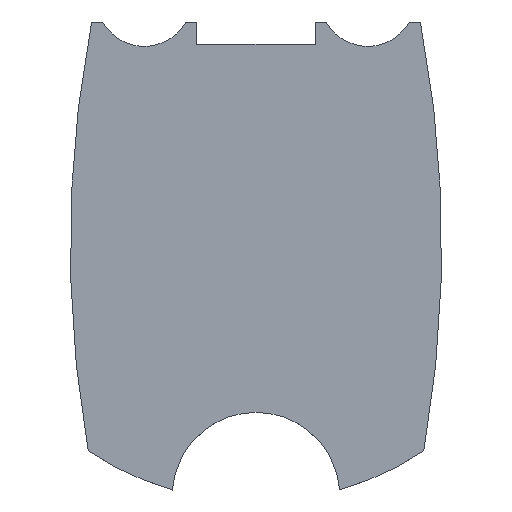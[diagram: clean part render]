
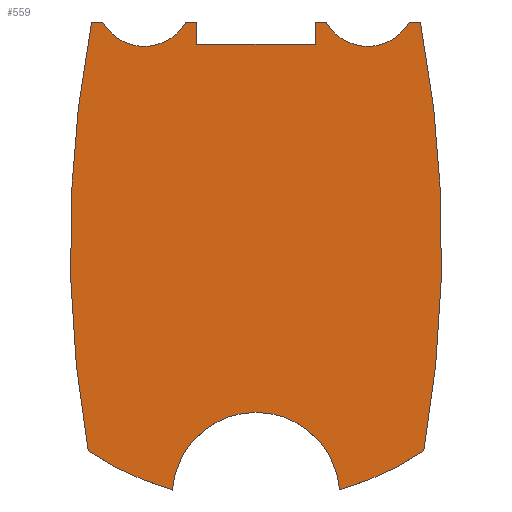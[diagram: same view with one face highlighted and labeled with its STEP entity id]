
A CAD part, top view. The second image highlights one B-rep face of the part: STEP entity #559.
In plain terms, the highlighted planar face has unit normal (0, 0, 1).
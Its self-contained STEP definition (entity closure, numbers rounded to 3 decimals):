
#84=CARTESIAN_POINT('',(-7.479,0.557,0.0));
#85=VERTEX_POINT('',#84);
#92=CARTESIAN_POINT('',(-15.019,4.062,0.0));
#93=VERTEX_POINT('',#92);
#94=CARTESIAN_POINT('',(0.,26.5,0.0));
#95=DIRECTION('',(0.0,0.0,1.0));
#96=DIRECTION('',(-0.556,-0.831,0.0));
#97=AXIS2_PLACEMENT_3D('',#94,#95,#96);
#98=CIRCLE('',#97,27.);
#99=EDGE_CURVE('',#93,#85,#98,.T.);
#124=CARTESIAN_POINT('',(7.479,0.557,0.0));
#125=VERTEX_POINT('',#124);
#132=CARTESIAN_POINT('',(0.0,0.0,0.0));
#133=DIRECTION('',(0.0,0.0,-1.));
#134=DIRECTION('',(-0.997,-0.074,0.0));
#135=AXIS2_PLACEMENT_3D('',#132,#133,#134);
#136=CIRCLE('',#135,7.5);
#137=EDGE_CURVE('',#85,#125,#136,.T.);
#157=CARTESIAN_POINT('',(15.019,4.062,0.0));
#158=VERTEX_POINT('',#157);
#165=CARTESIAN_POINT('',(0.,26.5,0.0));
#166=DIRECTION('',(0.0,0.0,1.));
#167=DIRECTION('',(0.277,-0.961,0.0));
#168=AXIS2_PLACEMENT_3D('',#165,#166,#167);
#169=CIRCLE('',#168,27.);
#170=EDGE_CURVE('',#125,#158,#169,.T.);
#190=CARTESIAN_POINT('',(14.714,42.433,0.0));
#191=VERTEX_POINT('',#190);
#198=CARTESIAN_POINT('',(-89.38,22.419,0.0));
#199=DIRECTION('',(0.0,0.0,1.0));
#200=DIRECTION('',(0.985,-0.173,0.0));
#201=AXIS2_PLACEMENT_3D('',#198,#199,#200);
#202=CIRCLE('',#201,106.);
#203=EDGE_CURVE('',#158,#191,#202,.T.);
#222=CARTESIAN_POINT('',(13.714,42.433,0.0));
#223=VERTEX_POINT('',#222);
#230=CARTESIAN_POINT('',(14.714,42.433,0.0));
#231=DIRECTION('',(-1.0,0.0,0.0));
#232=VECTOR('',#231,1.);
#233=LINE('',#230,#232);
#234=EDGE_CURVE('',#191,#223,#233,.T.);
#254=CARTESIAN_POINT('',(6.286,42.433,0.0));
#255=VERTEX_POINT('',#254);
#262=CARTESIAN_POINT('',(10.,44.5,0.0));
#263=DIRECTION('',(0.0,0.0,-1.));
#264=DIRECTION('',(0.874,0.486,0.0));
#265=AXIS2_PLACEMENT_3D('',#262,#263,#264);
#266=CIRCLE('',#265,4.25);
#267=EDGE_CURVE('',#223,#255,#266,.T.);
#286=CARTESIAN_POINT('',(5.286,42.433,0.0));
#287=VERTEX_POINT('',#286);
#294=CARTESIAN_POINT('',(6.286,42.433,0.0));
#295=DIRECTION('',(-1.0,0.0,0.0));
#296=VECTOR('',#295,1.);
#297=LINE('',#294,#296);
#298=EDGE_CURVE('',#255,#287,#297,.T.);
#317=CARTESIAN_POINT('',(5.286,40.433,0.0));
#318=VERTEX_POINT('',#317);
#325=CARTESIAN_POINT('',(5.286,42.433,0.0));
#326=DIRECTION('',(0.0,-1.0,0.0));
#327=VECTOR('',#326,2.0);
#328=LINE('',#325,#327);
#329=EDGE_CURVE('',#287,#318,#328,.T.);
#348=CARTESIAN_POINT('',(-5.286,40.433,0.0));
#349=VERTEX_POINT('',#348);
#356=CARTESIAN_POINT('',(5.286,40.433,0.0));
#357=DIRECTION('',(-1.0,0.0,0.0));
#358=VECTOR('',#357,10.573);
#359=LINE('',#356,#358);
#360=EDGE_CURVE('',#318,#349,#359,.T.);
#379=CARTESIAN_POINT('',(-5.286,42.433,0.0));
#380=VERTEX_POINT('',#379);
#387=CARTESIAN_POINT('',(-5.286,40.433,0.0));
#388=DIRECTION('',(0.0,1.0,0.0));
#389=VECTOR('',#388,2.);
#390=LINE('',#387,#389);
#391=EDGE_CURVE('',#349,#380,#390,.T.);
#410=CARTESIAN_POINT('',(-6.286,42.433,0.0));
#411=VERTEX_POINT('',#410);
#418=CARTESIAN_POINT('',(-5.286,42.433,0.0));
#419=DIRECTION('',(-1.0,0.0,0.0));
#420=VECTOR('',#419,1.0);
#421=LINE('',#418,#420);
#422=EDGE_CURVE('',#380,#411,#421,.T.);
#442=CARTESIAN_POINT('',(-13.714,42.433,0.0));
#443=VERTEX_POINT('',#442);
#450=CARTESIAN_POINT('',(-10.,44.5,0.0));
#451=DIRECTION('',(0.0,0.0,-1.));
#452=DIRECTION('',(0.874,0.486,0.0));
#453=AXIS2_PLACEMENT_3D('',#450,#451,#452);
#454=CIRCLE('',#453,4.25);
#455=EDGE_CURVE('',#411,#443,#454,.T.);
#474=CARTESIAN_POINT('',(-14.714,42.433,0.0));
#475=VERTEX_POINT('',#474);
#482=CARTESIAN_POINT('',(-13.714,42.433,0.0));
#483=DIRECTION('',(-1.0,0.0,0.0));
#484=VECTOR('',#483,1.);
#485=LINE('',#482,#484);
#486=EDGE_CURVE('',#443,#475,#485,.T.);
#505=CARTESIAN_POINT('',(89.38,22.419,0.0));
#506=DIRECTION('',(0.0,0.0,1.));
#507=DIRECTION('',(-0.982,0.189,0.0));
#508=AXIS2_PLACEMENT_3D('',#505,#506,#507);
#509=CIRCLE('',#508,106.);
#510=EDGE_CURVE('',#475,#93,#509,.T.);
#538=CARTESIAN_POINT('',(0.,22.485,0.0));
#539=DIRECTION('',(0.0,0.0,1.0));
#540=DIRECTION('',(1.0,0.0,0.0));
#541=AXIS2_PLACEMENT_3D('',#538,#539,#540);
#542=PLANE('',#541);
#543=ORIENTED_EDGE('',*,*,#510,.T.);
#544=ORIENTED_EDGE('',*,*,#99,.T.);
#545=ORIENTED_EDGE('',*,*,#137,.T.);
#546=ORIENTED_EDGE('',*,*,#170,.T.);
#547=ORIENTED_EDGE('',*,*,#203,.T.);
#548=ORIENTED_EDGE('',*,*,#234,.T.);
#549=ORIENTED_EDGE('',*,*,#267,.T.);
#550=ORIENTED_EDGE('',*,*,#298,.T.);
#551=ORIENTED_EDGE('',*,*,#329,.T.);
#552=ORIENTED_EDGE('',*,*,#360,.T.);
#553=ORIENTED_EDGE('',*,*,#391,.T.);
#554=ORIENTED_EDGE('',*,*,#422,.T.);
#555=ORIENTED_EDGE('',*,*,#455,.T.);
#556=ORIENTED_EDGE('',*,*,#486,.T.);
#557=EDGE_LOOP('',(#543,#544,#545,#546,#547,#548,#549,#550,#551,#552,#553,#554,#555,#556));
#558=FACE_OUTER_BOUND('',#557,.T.);
#559=ADVANCED_FACE('',(#558),#542,.T.);
